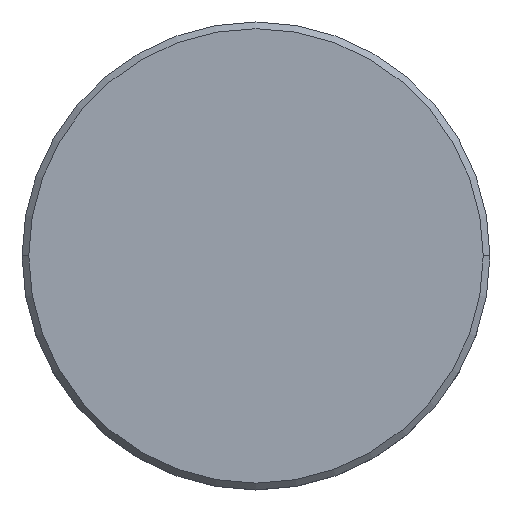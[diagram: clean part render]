
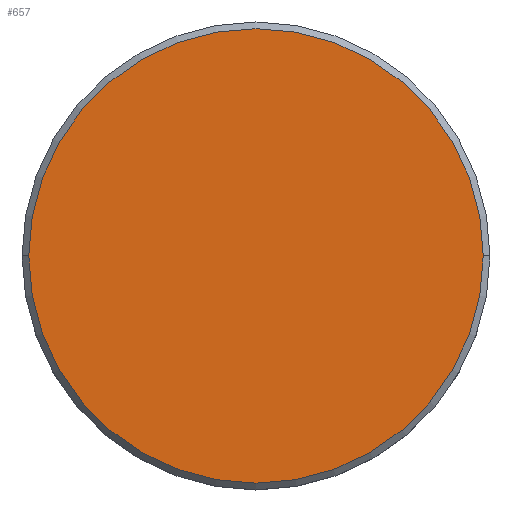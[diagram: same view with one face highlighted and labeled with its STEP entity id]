
A CAD part, top view. The second image highlights one B-rep face of the part: STEP entity #657.
In plain terms, the highlighted planar face has unit normal (0, 0, 1).
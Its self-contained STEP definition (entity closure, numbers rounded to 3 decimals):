
#2 = ORIENTED_EDGE ( 'NONE', *, *, #165, .T. ) ;
#68 = CIRCLE ( 'NONE', #601, 17. ) ;
#80 = CARTESIAN_POINT ( 'NONE',  ( 0., 0., 0. ) ) ;
#109 = DIRECTION ( 'NONE',  ( 1., 0., 0. ) ) ;
#165 = EDGE_CURVE ( 'NONE', #600, #1100, #863, .T. ) ;
#265 = DIRECTION ( 'NONE',  ( 0., 0., 1. ) ) ;
#343 = EDGE_CURVE ( 'NONE', #1100, #600, #68, .T. ) ;
#350 = CARTESIAN_POINT ( 'NONE',  ( 0., 0., 0. ) ) ;
#367 = ORIENTED_EDGE ( 'NONE', *, *, #343, .T. ) ;
#370 = AXIS2_PLACEMENT_3D ( 'NONE', #350, #265, #109 ) ;
#420 = DIRECTION ( 'NONE',  ( 0., 0., 1. ) ) ;
#421 = EDGE_LOOP ( 'NONE', ( #2, #367 ) ) ;
#428 = FACE_OUTER_BOUND ( 'NONE', #421, .T. ) ;
#499 = CARTESIAN_POINT ( 'NONE',  ( -17., 0., 0. ) ) ;
#506 = CARTESIAN_POINT ( 'NONE',  ( 0., 0., 0. ) ) ;
#590 = CARTESIAN_POINT ( 'NONE',  ( 17., 0., 0. ) ) ;
#600 = VERTEX_POINT ( 'NONE', #499 ) ;
#601 = AXIS2_PLACEMENT_3D ( 'NONE', #506, #420, #853 ) ;
#657 = ADVANCED_FACE ( 'NONE', ( #428 ), #697, .T. ) ;
#697 = PLANE ( 'NONE',  #802 ) ;
#775 = DIRECTION ( 'NONE',  ( 0., 0., 1. ) ) ;
#802 = AXIS2_PLACEMENT_3D ( 'NONE', #80, #775, #1135 ) ;
#853 = DIRECTION ( 'NONE',  ( 1., 0., 0. ) ) ;
#863 = CIRCLE ( 'NONE', #370, 17. ) ;
#1100 = VERTEX_POINT ( 'NONE', #590 ) ;
#1135 = DIRECTION ( 'NONE',  ( 1., 0., 0. ) ) ;
